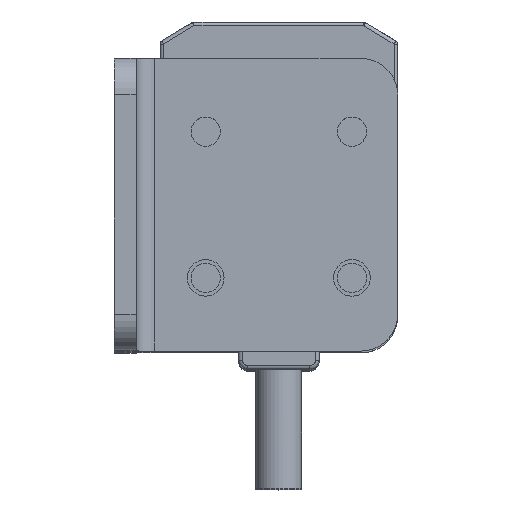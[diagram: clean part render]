
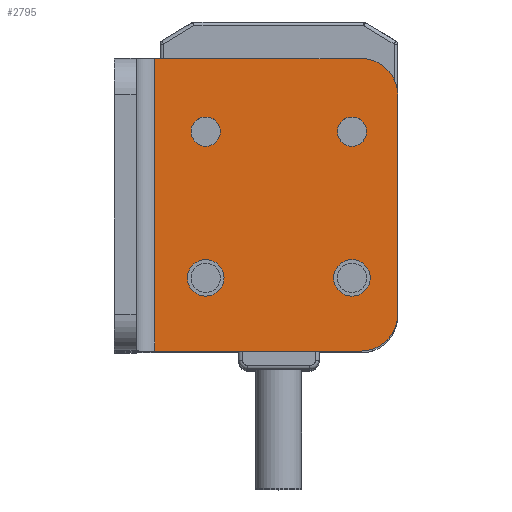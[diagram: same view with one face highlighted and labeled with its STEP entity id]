
A CAD part, top view. The second image highlights one B-rep face of the part: STEP entity #2795.
In plain terms, the highlighted face is planar.
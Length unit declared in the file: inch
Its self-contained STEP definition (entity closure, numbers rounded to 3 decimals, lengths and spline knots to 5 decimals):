
#148 = CARTESIAN_POINT ( 'NONE',  ( -0.49999, 2.19031, 1.21063 ) ) ;
#156 = DIRECTION ( 'NONE',  ( 1., 0., 0. ) ) ;
#243 = EDGE_CURVE ( 'NONE', #14183, #505, #461, .T. ) ;
#461 = CIRCLE ( 'NONE', #14166, 0.0315 ) ;
#505 = VERTEX_POINT ( 'NONE', #4897 ) ;
#632 = CARTESIAN_POINT ( 'NONE',  ( -0.10629, 2.19031, 0.73819 ) ) ;
#690 = AXIS2_PLACEMENT_3D ( 'NONE', #29674, #13390, #156 ) ;
#715 = DIRECTION ( 'NONE',  ( 1., 0., 0. ) ) ;
#1675 = CARTESIAN_POINT ( 'NONE',  ( -0.38975, 2.19031, 1.05315 ) ) ;
#1966 = CARTESIAN_POINT ( 'NONE',  ( -0.49999, 2.19031, 0.58071 ) ) ;
#2567 = DIRECTION ( 'NONE',  ( 0., 1., 0. ) ) ;
#2674 = CIRCLE ( 'NONE', #29490, 0.0315 ) ;
#2795 = ADVANCED_FACE ( 'NONE', ( #3332, #25136, #28000, #22795, #25328 ), #25500, .T. ) ;
#3248 = EDGE_CURVE ( 'NONE', #12781, #10486, #2674, .T. ) ;
#3332 = FACE_BOUND ( 'NONE', #19993, .T. ) ;
#3409 = EDGE_LOOP ( 'NONE', ( #31155, #15793 ) ) ;
#3997 = DIRECTION ( 'NONE',  ( 1., 0., 0. ) ) ;
#4230 = ORIENTED_EDGE ( 'NONE', *, *, #21652, .F. ) ;
#4580 = CIRCLE ( 'NONE', #23981, 0.0315 ) ;
#4897 = CARTESIAN_POINT ( 'NONE',  ( -0.42125, 2.19031, 0.73819 ) ) ;
#4909 = AXIS2_PLACEMENT_3D ( 'NONE', #28362, #11886, #14743 ) ;
#5817 = VERTEX_POINT ( 'NONE', #632 ) ;
#6081 = VECTOR ( 'NONE', #33302, 39.37008 ) ;
#6156 = DIRECTION ( 'NONE',  ( 0., 1., 0. ) ) ;
#6360 = EDGE_CURVE ( 'NONE', #10486, #12781, #12846, .T. ) ;
#6486 = DIRECTION ( 'NONE',  ( 0., 1., 0. ) ) ;
#7002 = AXIS2_PLACEMENT_3D ( 'NONE', #1675, #7057, #15599 ) ;
#7051 = DIRECTION ( 'NONE',  ( 0., 0., 1. ) ) ;
#7057 = DIRECTION ( 'NONE',  ( 0., 1., 0. ) ) ;
#7587 = EDGE_CURVE ( 'NONE', #15272, #14812, #8415, .T. ) ;
#7706 = EDGE_CURVE ( 'NONE', #13430, #5817, #9510, .T. ) ;
#8071 = VECTOR ( 'NONE', #10563, 39.37008 ) ;
#8372 = DIRECTION ( 'NONE',  ( 0., 0., -1. ) ) ;
#8415 = LINE ( 'NONE', #22353, #6081 ) ;
#8431 = VERTEX_POINT ( 'NONE', #19054 ) ;
#8917 = EDGE_CURVE ( 'NONE', #5817, #13430, #4580, .T. ) ;
#8920 = ORIENTED_EDGE ( 'NONE', *, *, #8917, .F. ) ;
#8946 = CARTESIAN_POINT ( 'NONE',  ( 0.02363, 2.19031, 0.65945 ) ) ;
#9271 = CIRCLE ( 'NONE', #7002, 0.0315 ) ;
#9510 = CIRCLE ( 'NONE', #32375, 0.0315 ) ;
#9511 = DIRECTION ( 'NONE',  ( 1., 0., 0. ) ) ;
#10014 = DIRECTION ( 'NONE',  ( 1., 0., 0. ) ) ;
#10486 = VERTEX_POINT ( 'NONE', #30168 ) ;
#10563 = DIRECTION ( 'NONE',  ( 1., 0., 0. ) ) ;
#11649 = CARTESIAN_POINT ( 'NONE',  ( -0.49999, 2.19031, 1.21063 ) ) ;
#11886 = DIRECTION ( 'NONE',  ( 0., 1., 0. ) ) ;
#12085 = CARTESIAN_POINT ( 'NONE',  ( -0.05511, 2.19031, 1.13189 ) ) ;
#12133 = CARTESIAN_POINT ( 'NONE',  ( -0.04329, 2.19031, 1.05315 ) ) ;
#12253 = AXIS2_PLACEMENT_3D ( 'NONE', #23102, #34045, #9511 ) ;
#12781 = VERTEX_POINT ( 'NONE', #12133 ) ;
#12846 = CIRCLE ( 'NONE', #12253, 0.0315 ) ;
#12869 = ORIENTED_EDGE ( 'NONE', *, *, #7706, .F. ) ;
#13165 = AXIS2_PLACEMENT_3D ( 'NONE', #12085, #17796, #28733 ) ;
#13390 = DIRECTION ( 'NONE',  ( 0., 1., 0. ) ) ;
#13430 = VERTEX_POINT ( 'NONE', #34466 ) ;
#13849 = VECTOR ( 'NONE', #7051, 39.37008 ) ;
#13850 = VERTEX_POINT ( 'NONE', #8946 ) ;
#14166 = AXIS2_PLACEMENT_3D ( 'NONE', #28255, #14294, #715 ) ;
#14183 = VERTEX_POINT ( 'NONE', #15974 ) ;
#14294 = DIRECTION ( 'NONE',  ( 0., 1., 0. ) ) ;
#14404 = EDGE_LOOP ( 'NONE', ( #4230, #28791 ) ) ;
#14645 = EDGE_LOOP ( 'NONE', ( #26032, #29315, #22604, #24845, #15622, #29784 ) ) ;
#14743 = DIRECTION ( 'NONE',  ( 0., 0., -1. ) ) ;
#14812 = VERTEX_POINT ( 'NONE', #11649 ) ;
#14838 = DIRECTION ( 'NONE',  ( 1., 0., 0. ) ) ;
#15070 = CARTESIAN_POINT ( 'NONE',  ( -0.07479, 2.19031, 1.05315 ) ) ;
#15272 = VERTEX_POINT ( 'NONE', #28595 ) ;
#15416 = DIRECTION ( 'NONE',  ( 1., 0., 0. ) ) ;
#15599 = DIRECTION ( 'NONE',  ( 1., 0., 0. ) ) ;
#15622 = ORIENTED_EDGE ( 'NONE', *, *, #23286, .F. ) ;
#15793 = ORIENTED_EDGE ( 'NONE', *, *, #3248, .F. ) ;
#15892 = CIRCLE ( 'NONE', #18181, 0.0315 ) ;
#15960 = VECTOR ( 'NONE', #8372, 39.37008 ) ;
#15974 = CARTESIAN_POINT ( 'NONE',  ( -0.35825, 2.19031, 0.73819 ) ) ;
#16030 = EDGE_CURVE ( 'NONE', #17505, #32740, #15892, .T. ) ;
#17505 = VERTEX_POINT ( 'NONE', #21966 ) ;
#17796 = DIRECTION ( 'NONE',  ( 0., 1., 0. ) ) ;
#18181 = AXIS2_PLACEMENT_3D ( 'NONE', #25432, #6486, #10014 ) ;
#18278 = LINE ( 'NONE', #31554, #13849 ) ;
#19054 = CARTESIAN_POINT ( 'NONE',  ( -0.05511, 2.19031, 0.58071 ) ) ;
#19515 = CIRCLE ( 'NONE', #690, 0.07874 ) ;
#19582 = EDGE_CURVE ( 'NONE', #15272, #23973, #25742, .T. ) ;
#19993 = EDGE_LOOP ( 'NONE', ( #21376, #31212 ) ) ;
#20203 = CARTESIAN_POINT ( 'NONE',  ( -0.07479, 2.19031, 0.73819 ) ) ;
#21126 = EDGE_CURVE ( 'NONE', #32740, #17505, #9271, .T. ) ;
#21376 = ORIENTED_EDGE ( 'NONE', *, *, #16030, .F. ) ;
#21492 = EDGE_CURVE ( 'NONE', #13850, #23973, #18278, .T. ) ;
#21620 = CARTESIAN_POINT ( 'NONE',  ( 0.02363, 2.19031, 0.58071 ) ) ;
#21652 = EDGE_CURVE ( 'NONE', #505, #14183, #25307, .T. ) ;
#21966 = CARTESIAN_POINT ( 'NONE',  ( -0.42125, 2.19031, 1.05315 ) ) ;
#22203 = CARTESIAN_POINT ( 'NONE',  ( 0.02363, 2.19031, 1.13189 ) ) ;
#22353 = CARTESIAN_POINT ( 'NONE',  ( 0.02363, 2.19031, 1.21063 ) ) ;
#22604 = ORIENTED_EDGE ( 'NONE', *, *, #21492, .F. ) ;
#22795 = FACE_BOUND ( 'NONE', #29313, .T. ) ;
#23102 = CARTESIAN_POINT ( 'NONE',  ( -0.07479, 2.19031, 1.05315 ) ) ;
#23125 = DIRECTION ( 'NONE',  ( 0., 1., 0. ) ) ;
#23286 = EDGE_CURVE ( 'NONE', #31975, #8431, #34918, .T. ) ;
#23400 = DIRECTION ( 'NONE',  ( 0., 1., 0. ) ) ;
#23973 = VERTEX_POINT ( 'NONE', #22203 ) ;
#23981 = AXIS2_PLACEMENT_3D ( 'NONE', #31187, #6156, #3997 ) ;
#24840 = EDGE_CURVE ( 'NONE', #13850, #8431, #19515, .T. ) ;
#24845 = ORIENTED_EDGE ( 'NONE', *, *, #24840, .T. ) ;
#25136 = FACE_BOUND ( 'NONE', #3409, .T. ) ;
#25307 = CIRCLE ( 'NONE', #32710, 0.0315 ) ;
#25328 = FACE_OUTER_BOUND ( 'NONE', #14645, .T. ) ;
#25432 = CARTESIAN_POINT ( 'NONE',  ( -0.38975, 2.19031, 1.05315 ) ) ;
#25500 = PLANE ( 'NONE',  #4909 ) ;
#25742 = CIRCLE ( 'NONE', #13165, 0.07874 ) ;
#26032 = ORIENTED_EDGE ( 'NONE', *, *, #7587, .F. ) ;
#26763 = EDGE_CURVE ( 'NONE', #14812, #31975, #30726, .T. ) ;
#27577 = DIRECTION ( 'NONE',  ( 1., 0., 0. ) ) ;
#28000 = FACE_BOUND ( 'NONE', #14404, .T. ) ;
#28255 = CARTESIAN_POINT ( 'NONE',  ( -0.38975, 2.19031, 0.73819 ) ) ;
#28362 = CARTESIAN_POINT ( 'NONE',  ( 0.02363, 2.19031, 0.58071 ) ) ;
#28595 = CARTESIAN_POINT ( 'NONE',  ( -0.05511, 2.19031, 1.21063 ) ) ;
#28733 = DIRECTION ( 'NONE',  ( 1., 0., 0. ) ) ;
#28791 = ORIENTED_EDGE ( 'NONE', *, *, #243, .F. ) ;
#29313 = EDGE_LOOP ( 'NONE', ( #8920, #12869 ) ) ;
#29315 = ORIENTED_EDGE ( 'NONE', *, *, #19582, .T. ) ;
#29490 = AXIS2_PLACEMENT_3D ( 'NONE', #15070, #23125, #15416 ) ;
#29674 = CARTESIAN_POINT ( 'NONE',  ( -0.05511, 2.19031, 0.65945 ) ) ;
#29784 = ORIENTED_EDGE ( 'NONE', *, *, #26763, .F. ) ;
#30168 = CARTESIAN_POINT ( 'NONE',  ( -0.10629, 2.19031, 1.05315 ) ) ;
#30726 = LINE ( 'NONE', #148, #15960 ) ;
#31155 = ORIENTED_EDGE ( 'NONE', *, *, #6360, .F. ) ;
#31187 = CARTESIAN_POINT ( 'NONE',  ( -0.07479, 2.19031, 0.73819 ) ) ;
#31212 = ORIENTED_EDGE ( 'NONE', *, *, #21126, .F. ) ;
#31554 = CARTESIAN_POINT ( 'NONE',  ( 0.02363, 2.19031, 1.21063 ) ) ;
#31975 = VERTEX_POINT ( 'NONE', #1966 ) ;
#32375 = AXIS2_PLACEMENT_3D ( 'NONE', #20203, #23400, #14838 ) ;
#32432 = CARTESIAN_POINT ( 'NONE',  ( -0.38975, 2.19031, 0.73819 ) ) ;
#32710 = AXIS2_PLACEMENT_3D ( 'NONE', #32432, #2567, #27577 ) ;
#32740 = VERTEX_POINT ( 'NONE', #35314 ) ;
#33302 = DIRECTION ( 'NONE',  ( -1., 0., 0. ) ) ;
#34045 = DIRECTION ( 'NONE',  ( 0., 1., 0. ) ) ;
#34466 = CARTESIAN_POINT ( 'NONE',  ( -0.04329, 2.19031, 0.73819 ) ) ;
#34918 = LINE ( 'NONE', #21620, #8071 ) ;
#35314 = CARTESIAN_POINT ( 'NONE',  ( -0.35825, 2.19031, 1.05315 ) ) ;
